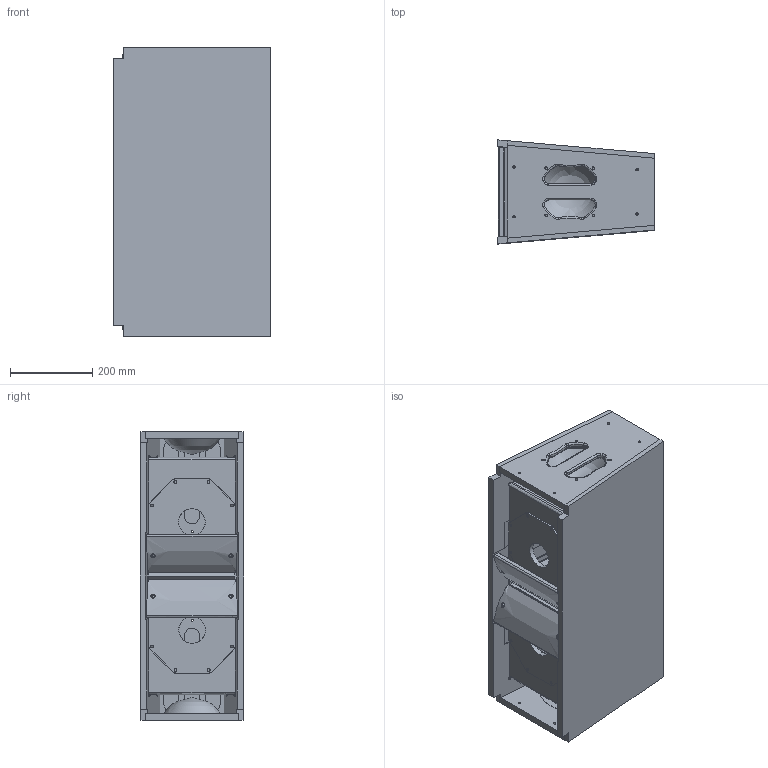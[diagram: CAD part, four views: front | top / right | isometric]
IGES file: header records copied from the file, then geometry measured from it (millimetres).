
Global section: file name: c22port; native system: Autodesk Inventor 2022; preprocessor: unknown; author: ankit; date: 20210513.173036; units: millimetre
Bounding box: 380 x 252 x 700.6 mm (x, y, z)
Volume: 15872409.2 mm3; surface area: 2896016.8 mm2
Topology: 21 solids, 21 shells, 1559 faces, 4363 edges, 2893 vertices
Faces by surface type: bspline 1559
